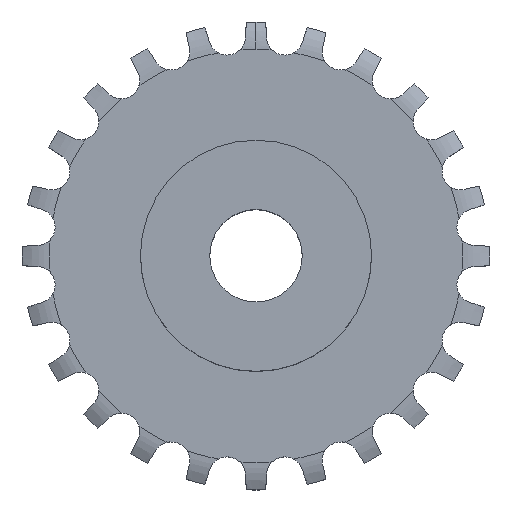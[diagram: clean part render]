
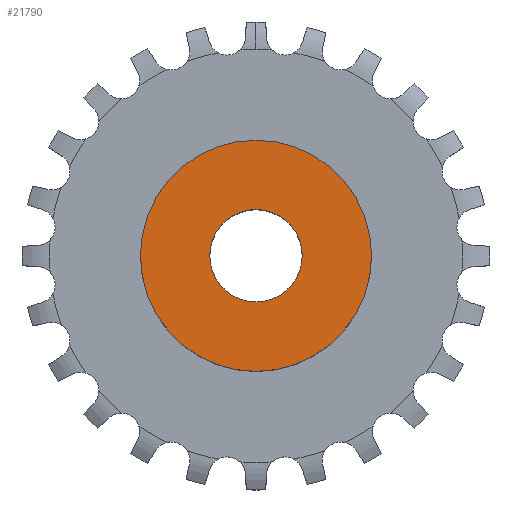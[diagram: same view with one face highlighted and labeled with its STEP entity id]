
A CAD part, top view. The second image highlights one B-rep face of the part: STEP entity #21790.
In plain terms, the highlighted planar face has unit normal (0, 0, 1).
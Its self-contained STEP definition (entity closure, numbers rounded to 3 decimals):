
#3816 = CYLINDRICAL_SURFACE('',#3817,4.);
#3817 = AXIS2_PLACEMENT_3D('',#3818,#3819,#3820);
#3818 = CARTESIAN_POINT('',(0.,0.,5000.));
#3819 = DIRECTION('',(0.,0.,1.));
#3820 = DIRECTION('',(1.,0.,-0.));
#6577 = CYLINDRICAL_SURFACE('',#6578,10.);
#6578 = AXIS2_PLACEMENT_3D('',#6579,#6580,#6581);
#6579 = CARTESIAN_POINT('',(0.,0.,0.));
#6580 = DIRECTION('',(-0.,-0.,-1.));
#6581 = DIRECTION('',(1.,0.,0.));
#17618 = EDGE_CURVE('',#17619,#17619,#17621,.T.);
#17619 = VERTEX_POINT('',#17620);
#17620 = CARTESIAN_POINT('',(4.,0.,11.85));
#17621 = SURFACE_CURVE('',#17622,(#17627,#17634),.PCURVE_S1.);
#17622 = CIRCLE('',#17623,4.);
#17623 = AXIS2_PLACEMENT_3D('',#17624,#17625,#17626);
#17624 = CARTESIAN_POINT('',(0.,0.,11.85));
#17625 = DIRECTION('',(0.,0.,1.));
#17626 = DIRECTION('',(1.,0.,-0.));
#17627 = PCURVE('',#3816,#17628);
#17628 = DEFINITIONAL_REPRESENTATION('',(#17629),#17633);
#17629 = LINE('',#17630,#17631);
#17630 = CARTESIAN_POINT('',(0.,-4988.15));
#17631 = VECTOR('',#17632,1.);
#17632 = DIRECTION('',(1.,0.));
#17633 = ( GEOMETRIC_REPRESENTATION_CONTEXT(2) 
PARAMETRIC_REPRESENTATION_CONTEXT() REPRESENTATION_CONTEXT('2D SPACE',''
  ) );
#17634 = PCURVE('',#17635,#17640);
#17635 = PLANE('',#17636);
#17636 = AXIS2_PLACEMENT_3D('',#17637,#17638,#17639);
#17637 = CARTESIAN_POINT('',(0.,0.,11.85));
#17638 = DIRECTION('',(-0.,0.,1.));
#17639 = DIRECTION('',(0.,-1.,0.));
#17640 = DEFINITIONAL_REPRESENTATION('',(#17641),#17645);
#17641 = CIRCLE('',#17642,4.);
#17642 = AXIS2_PLACEMENT_2D('',#17643,#17644);
#17643 = CARTESIAN_POINT('',(0.,0.));
#17644 = DIRECTION('',(0.,1.));
#17645 = ( GEOMETRIC_REPRESENTATION_CONTEXT(2) 
PARAMETRIC_REPRESENTATION_CONTEXT() REPRESENTATION_CONTEXT('2D SPACE',''
  ) );
#20343 = VERTEX_POINT('',#20344);
#20344 = CARTESIAN_POINT('',(10.,0.,11.85));
#20365 = EDGE_CURVE('',#20343,#20343,#20366,.T.);
#20366 = SURFACE_CURVE('',#20367,(#20372,#20379),.PCURVE_S1.);
#20367 = CIRCLE('',#20368,10.);
#20368 = AXIS2_PLACEMENT_3D('',#20369,#20370,#20371);
#20369 = CARTESIAN_POINT('',(0.,0.,11.85));
#20370 = DIRECTION('',(0.,0.,1.));
#20371 = DIRECTION('',(1.,0.,0.));
#20372 = PCURVE('',#6577,#20373);
#20373 = DEFINITIONAL_REPRESENTATION('',(#20374),#20378);
#20374 = LINE('',#20375,#20376);
#20375 = CARTESIAN_POINT('',(-0.,-11.85));
#20376 = VECTOR('',#20377,1.);
#20377 = DIRECTION('',(-1.,0.));
#20378 = ( GEOMETRIC_REPRESENTATION_CONTEXT(2) 
PARAMETRIC_REPRESENTATION_CONTEXT() REPRESENTATION_CONTEXT('2D SPACE',''
  ) );
#20379 = PCURVE('',#17635,#20380);
#20380 = DEFINITIONAL_REPRESENTATION('',(#20381),#20385);
#20381 = CIRCLE('',#20382,10.);
#20382 = AXIS2_PLACEMENT_2D('',#20383,#20384);
#20383 = CARTESIAN_POINT('',(0.,0.));
#20384 = DIRECTION('',(0.,1.));
#20385 = ( GEOMETRIC_REPRESENTATION_CONTEXT(2) 
PARAMETRIC_REPRESENTATION_CONTEXT() REPRESENTATION_CONTEXT('2D SPACE',''
  ) );
#21790 = ADVANCED_FACE('',(#21791,#21794),#17635,.T.);
#21791 = FACE_BOUND('',#21792,.T.);
#21792 = EDGE_LOOP('',(#21793));
#21793 = ORIENTED_EDGE('',*,*,#20365,.T.);
#21794 = FACE_BOUND('',#21795,.T.);
#21795 = EDGE_LOOP('',(#21796));
#21796 = ORIENTED_EDGE('',*,*,#17618,.F.);
